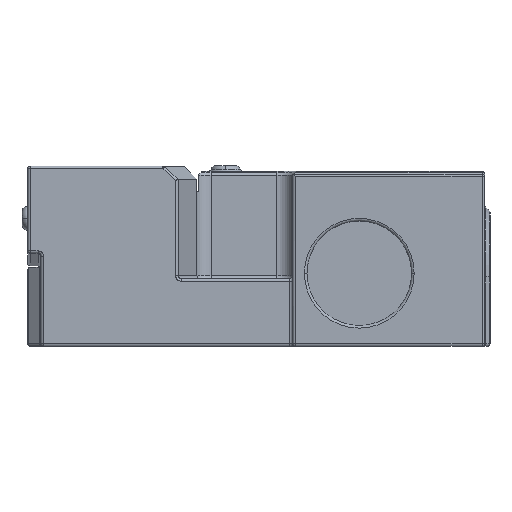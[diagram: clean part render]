
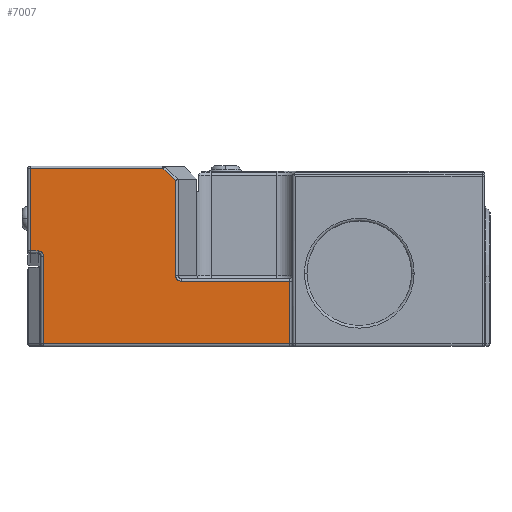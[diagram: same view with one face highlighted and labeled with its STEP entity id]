
A CAD part, left-side view. The second image highlights one B-rep face of the part: STEP entity #7007.
In plain terms, the highlighted planar face has unit normal (-1, 0, 0).
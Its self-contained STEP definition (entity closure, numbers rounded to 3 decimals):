
#294 = CARTESIAN_POINT ( 'NONE',  ( -26., 19.865, 12.5 ) ) ;
#398 = CARTESIAN_POINT ( 'NONE',  ( -26., -0.9, 13. ) ) ;
#761 = EDGE_LOOP ( 'NONE', ( #7956, #7046, #6583, #9141, #3267, #8520, #6980, #10229, #5015, #12297, #5895 ) ) ;
#877 = LINE ( 'NONE', #398, #4084 ) ;
#1117 = CARTESIAN_POINT ( 'NONE',  ( -26., 46.25, 17.242 ) ) ;
#1194 = DIRECTION ( 'NONE',  ( 1., 0., 0. ) ) ;
#1260 = VERTEX_POINT ( 'NONE', #13848 ) ;
#1656 = VERTEX_POINT ( 'NONE', #7191 ) ;
#1805 = VERTEX_POINT ( 'NONE', #294 ) ;
#2321 = CARTESIAN_POINT ( 'NONE',  ( -26., 47.25, 18.28 ) ) ;
#2905 = AXIS2_PLACEMENT_3D ( 'NONE', #8359, #1194, #9593 ) ;
#3006 = EDGE_CURVE ( 'NONE', #13335, #3441, #6268, .T. ) ;
#3222 = EDGE_CURVE ( 'NONE', #12189, #9470, #14048, .T. ) ;
#3248 = DIRECTION ( 'NONE',  ( 0., 0., 1. ) ) ;
#3267 = ORIENTED_EDGE ( 'NONE', *, *, #4311, .T. ) ;
#3441 = VERTEX_POINT ( 'NONE', #13689 ) ;
#3482 = CARTESIAN_POINT ( 'NONE',  ( -26., 20.969, 13.5 ) ) ;
#3499 = CARTESIAN_POINT ( 'NONE',  ( -26., 46.664, 18.28 ) ) ;
#3567 = PLANE ( 'NONE',  #2905 ) ;
#3589 = CARTESIAN_POINT ( 'NONE',  ( -26., 49.25, 18.28 ) ) ;
#3721 = CARTESIAN_POINT ( 'NONE',  ( -26., 46.25, 0. ) ) ;
#3760 = CARTESIAN_POINT ( 'NONE',  ( -26., 48.75, 34.5 ) ) ;
#3834 = EDGE_CURVE ( 'NONE', #1656, #7886, #11486, .T. ) ;
#4084 = VECTOR ( 'NONE', #14694, 1000. ) ;
#4261 = VECTOR ( 'NONE', #8438, 1000. ) ;
#4311 = EDGE_CURVE ( 'NONE', #7886, #1260, #6247, .T. ) ;
#4453 = CARTESIAN_POINT ( 'NONE',  ( -26., 20.969, 34.5 ) ) ;
#4812 = DIRECTION ( 'NONE',  ( 0., -1., 0. ) ) ;
#5015 = ORIENTED_EDGE ( 'NONE', *, *, #10929, .F. ) ;
#5152 = VECTOR ( 'NONE', #3248, 1000. ) ;
#5403 = LINE ( 'NONE', #3589, #13767 ) ;
#5579 = CARTESIAN_POINT ( 'NONE',  ( -26., 20.969, 31.793 ) ) ;
#5707 = EDGE_CURVE ( 'NONE', #1656, #1805, #12593, .T. ) ;
#5730 = CARTESIAN_POINT ( 'NONE',  ( -26., -1.4, 0.5 ) ) ;
#5875 = CARTESIAN_POINT ( 'NONE',  ( -26., 20.969, 12.914 ) ) ;
#5890 = CARTESIAN_POINT ( 'NONE',  ( -26., 46.25, 17.85 ) ) ;
#5895 = ORIENTED_EDGE ( 'NONE', *, *, #3006, .T. ) ;
#6247 = LINE ( 'NONE', #7975, #11806 ) ;
#6268 = LINE ( 'NONE', #5730, #15355 ) ;
#6322 = CARTESIAN_POINT ( 'NONE',  ( -26., -0.9, 12.5 ) ) ;
#6471 = CARTESIAN_POINT ( 'NONE',  ( -26., 46.25, 17.242 ) ) ;
#6529 = EDGE_CURVE ( 'NONE', #12980, #13335, #13769, .T. ) ;
#6583 = ORIENTED_EDGE ( 'NONE', *, *, #5707, .F. ) ;
#6980 = ORIENTED_EDGE ( 'NONE', *, *, #3222, .T. ) ;
#7007 = ADVANCED_FACE ( 'NONE', ( #10334 ), #3567, .F. ) ;
#7046 = ORIENTED_EDGE ( 'NONE', *, *, #11595, .T. ) ;
#7191 = CARTESIAN_POINT ( 'NONE',  ( -26., 20.969, 13.5 ) ) ;
#7339 = CARTESIAN_POINT ( 'NONE',  ( -26., 49.25, 34. ) ) ;
#7535 = DIRECTION ( 'NONE',  ( 0., 1., 0. ) ) ;
#7683 = VECTOR ( 'NONE', #7535, 1000. ) ;
#7726 = VECTOR ( 'NONE', #13261, 1000. ) ;
#7886 = VERTEX_POINT ( 'NONE', #5579 ) ;
#7956 = ORIENTED_EDGE ( 'NONE', *, *, #12699, .T. ) ;
#7975 = CARTESIAN_POINT ( 'NONE',  ( -26., 23.655, 34.228 ) ) ;
#8266 = CARTESIAN_POINT ( 'NONE',  ( -26., 19.865, 12.5 ) ) ;
#8294 = VERTEX_POINT ( 'NONE', #6322 ) ;
#8359 = CARTESIAN_POINT ( 'NONE',  ( -26., 49.25, 34.5 ) ) ;
#8438 = DIRECTION ( 'NONE',  ( 0., 0., -1. ) ) ;
#8520 = ORIENTED_EDGE ( 'NONE', *, *, #13891, .T. ) ;
#8554 = DIRECTION ( 'NONE',  ( 0., 1., 0. ) ) ;
#9141 = ORIENTED_EDGE ( 'NONE', *, *, #3834, .T. ) ;
#9367 = CARTESIAN_POINT ( 'NONE',  ( -26., 48.75, 18.28 ) ) ;
#9470 = VERTEX_POINT ( 'NONE', #9367 ) ;
#9593 = DIRECTION ( 'NONE',  ( 0., 1., 0. ) ) ;
#10061 = CARTESIAN_POINT ( 'NONE',  ( -26., 48.75, 34. ) ) ;
#10229 = ORIENTED_EDGE ( 'NONE', *, *, #12814, .T. ) ;
#10334 = FACE_OUTER_BOUND ( 'NONE', #761, .T. ) ;
#10929 = EDGE_CURVE ( 'NONE', #12980, #12238, #11668, .T. ) ;
#11335 = LINE ( 'NONE', #7339, #13726 ) ;
#11396 = CARTESIAN_POINT ( 'NONE',  ( -26., 47.25, 18.28 ) ) ;
#11486 = LINE ( 'NONE', #4453, #5152 ) ;
#11595 = EDGE_CURVE ( 'NONE', #8294, #1805, #14015, .T. ) ;
#11668 =( BOUNDED_CURVE ( )  B_SPLINE_CURVE ( 3, ( #1117, #5890, #3499, #2321 ),
 .UNSPECIFIED., .F., .F. ) 
 B_SPLINE_CURVE_WITH_KNOTS ( ( 4, 4 ),
 ( 1.571, 3.142 ),
 .UNSPECIFIED. ) 
 CURVE ( )  GEOMETRIC_REPRESENTATION_ITEM ( )  RATIONAL_B_SPLINE_CURVE ( ( 1., 0.805, 0.805, 1. ) ) 
 REPRESENTATION_ITEM ( '' )  );
#11806 = VECTOR ( 'NONE', #13907, 1000. ) ;
#12189 = VERTEX_POINT ( 'NONE', #10061 ) ;
#12238 = VERTEX_POINT ( 'NONE', #11396 ) ;
#12297 = ORIENTED_EDGE ( 'NONE', *, *, #6529, .T. ) ;
#12593 =( BOUNDED_CURVE ( )  B_SPLINE_CURVE ( 3, ( #3482, #5875, #15398, #8266 ),
 .UNSPECIFIED., .F., .F. ) 
 B_SPLINE_CURVE_WITH_KNOTS ( ( 4, 4 ),
 ( 0., 1.571 ),
 .UNSPECIFIED. ) 
 CURVE ( )  GEOMETRIC_REPRESENTATION_ITEM ( )  RATIONAL_B_SPLINE_CURVE ( ( 1., 0.805, 0.805, 1. ) ) 
 REPRESENTATION_ITEM ( '' )  );
#12699 = EDGE_CURVE ( 'NONE', #3441, #8294, #877, .T. ) ;
#12814 = EDGE_CURVE ( 'NONE', #9470, #12238, #5403, .T. ) ;
#12866 = DIRECTION ( 'NONE',  ( 0., -1., 0. ) ) ;
#12980 = VERTEX_POINT ( 'NONE', #6471 ) ;
#13249 = CARTESIAN_POINT ( 'NONE',  ( -26., 46.25, 0.5 ) ) ;
#13261 = DIRECTION ( 'NONE',  ( 0., 0., -1. ) ) ;
#13335 = VERTEX_POINT ( 'NONE', #13249 ) ;
#13689 = CARTESIAN_POINT ( 'NONE',  ( -26., -0.9, 0.5 ) ) ;
#13726 = VECTOR ( 'NONE', #8554, 1000. ) ;
#13767 = VECTOR ( 'NONE', #4812, 1000. ) ;
#13769 = LINE ( 'NONE', #3721, #4261 ) ;
#13848 = CARTESIAN_POINT ( 'NONE',  ( -26., 23.404, 34. ) ) ;
#13891 = EDGE_CURVE ( 'NONE', #1260, #12189, #11335, .T. ) ;
#13907 = DIRECTION ( 'NONE',  ( 0., 0.741, 0.672 ) ) ;
#14015 = LINE ( 'NONE', #14669, #7683 ) ;
#14048 = LINE ( 'NONE', #3760, #7726 ) ;
#14669 = CARTESIAN_POINT ( 'NONE',  ( -26., 20.65, 12.5 ) ) ;
#14694 = DIRECTION ( 'NONE',  ( 0., 0., 1. ) ) ;
#15355 = VECTOR ( 'NONE', #12866, 1000. ) ;
#15398 = CARTESIAN_POINT ( 'NONE',  ( -26., 20.512, 12.5 ) ) ;
